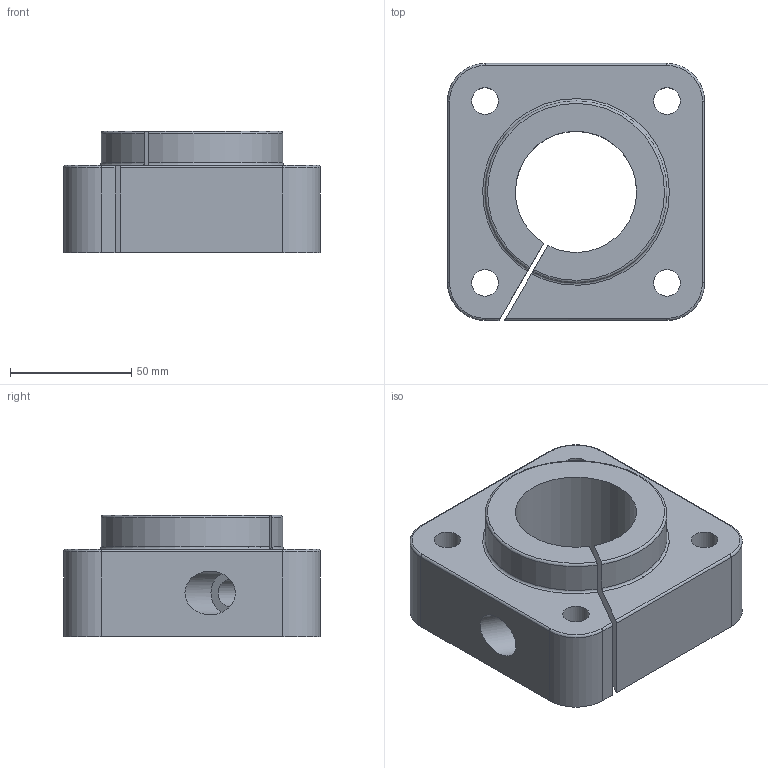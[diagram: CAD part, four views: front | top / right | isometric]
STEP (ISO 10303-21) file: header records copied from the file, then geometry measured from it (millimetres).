
FILE_DESCRIPTION( ( 'STEP AP214' ), '1' );
FILE_NAME( 'FWBG-50_2_14a.stp', ' ', ( ' ' ), ( ' ' ), 'PSStep 15.0.47', 'PARTsolutions', ' ' );
FILE_SCHEMA( ( 'AUTOMOTIVE_DESIGN { 1 0 10303 214 1 1 1 1 }' ) );
Length unit declared in the file: millimetre
Products named in the file (1): HI_FWBG-50
Bounding box: 106 x 106 x 50 mm (x, y, z)
Volume: 336185.4 mm3; surface area: 52205.1 mm2
Topology: 1 solids, 1 shells, 37 faces, 94 edges, 60 vertices
Faces by surface type: cylinder 18, plane 11, torus 6, cone 2
Full cylindrical faces by diameter (mm): 8.376 x1, 11 x5, 18 x1
Entity records: 1415 total; most frequent: CARTESIAN_POINT 210, DIRECTION 197, ORIENTED_EDGE 164, EDGE_CURVE 82, AXIS2_PLACEMENT_3D 81, VERTEX_POINT 58, EDGE_LOOP 57, FACE_OUTER_BOUND 44
